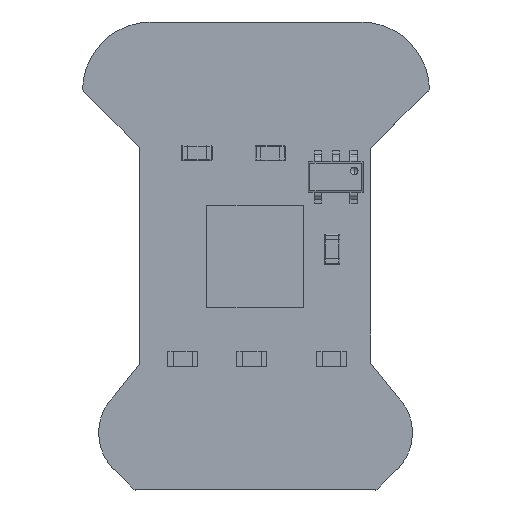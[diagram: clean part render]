
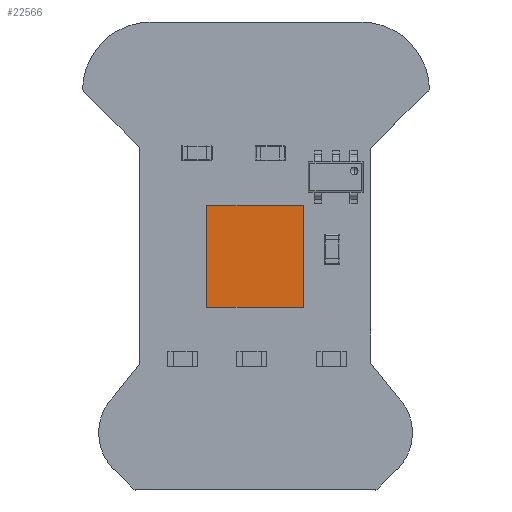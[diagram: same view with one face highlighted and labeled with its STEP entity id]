
A CAD part, top view. The second image highlights one B-rep face of the part: STEP entity #22566.
In plain terms, the highlighted planar face has unit normal (0, 0, 1).
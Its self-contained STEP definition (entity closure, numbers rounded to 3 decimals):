
#22252 = VERTEX_POINT('',#22253);
#22253 = CARTESIAN_POINT('',(-2.55,-2.7,2.55));
#22260 = PLANE('',#22261);
#22261 = AXIS2_PLACEMENT_3D('',#22262,#22263,#22264);
#22262 = CARTESIAN_POINT('',(-2.55,-2.7,0.));
#22263 = DIRECTION('',(0.,1.,0.));
#22264 = DIRECTION('',(1.,0.,0.));
#22272 = PLANE('',#22273);
#22273 = AXIS2_PLACEMENT_3D('',#22274,#22275,#22276);
#22274 = CARTESIAN_POINT('',(-2.55,2.7,0.));
#22275 = DIRECTION('',(1.,0.,0.));
#22276 = DIRECTION('',(0.,-1.,0.));
#22284 = EDGE_CURVE('',#22252,#22285,#22287,.T.);
#22285 = VERTEX_POINT('',#22286);
#22286 = CARTESIAN_POINT('',(2.55,-2.7,2.55));
#22287 = SURFACE_CURVE('',#22288,(#22292,#22299),.PCURVE_S1.);
#22288 = LINE('',#22289,#22290);
#22289 = CARTESIAN_POINT('',(-2.55,-2.7,2.55));
#22290 = VECTOR('',#22291,1.);
#22291 = DIRECTION('',(1.,0.,0.));
#22292 = PCURVE('',#22260,#22293);
#22293 = DEFINITIONAL_REPRESENTATION('',(#22294),#22298);
#22294 = LINE('',#22295,#22296);
#22295 = CARTESIAN_POINT('',(0.,-2.55));
#22296 = VECTOR('',#22297,1.);
#22297 = DIRECTION('',(1.,0.));
#22298 = ( GEOMETRIC_REPRESENTATION_CONTEXT(2) 
PARAMETRIC_REPRESENTATION_CONTEXT() REPRESENTATION_CONTEXT('2D SPACE',''
  ) );
#22299 = PCURVE('',#22300,#22305);
#22300 = PLANE('',#22301);
#22301 = AXIS2_PLACEMENT_3D('',#22302,#22303,#22304);
#22302 = CARTESIAN_POINT('',(-2.55,-2.7,2.55));
#22303 = DIRECTION('',(0.,0.,-1.));
#22304 = DIRECTION('',(-1.,0.,0.));
#22305 = DEFINITIONAL_REPRESENTATION('',(#22306),#22310);
#22306 = LINE('',#22307,#22308);
#22307 = CARTESIAN_POINT('',(0.,0.));
#22308 = VECTOR('',#22309,1.);
#22309 = DIRECTION('',(-1.,0.));
#22310 = ( GEOMETRIC_REPRESENTATION_CONTEXT(2) 
PARAMETRIC_REPRESENTATION_CONTEXT() REPRESENTATION_CONTEXT('2D SPACE',''
  ) );
#22328 = PLANE('',#22329);
#22329 = AXIS2_PLACEMENT_3D('',#22330,#22331,#22332);
#22330 = CARTESIAN_POINT('',(2.55,-2.7,0.));
#22331 = DIRECTION('',(-1.,0.,0.));
#22332 = DIRECTION('',(0.,1.,0.));
#22370 = EDGE_CURVE('',#22285,#22371,#22373,.T.);
#22371 = VERTEX_POINT('',#22372);
#22372 = CARTESIAN_POINT('',(2.55,2.7,2.55));
#22373 = SURFACE_CURVE('',#22374,(#22378,#22385),.PCURVE_S1.);
#22374 = LINE('',#22375,#22376);
#22375 = CARTESIAN_POINT('',(2.55,-2.7,2.55));
#22376 = VECTOR('',#22377,1.);
#22377 = DIRECTION('',(0.,1.,0.));
#22378 = PCURVE('',#22328,#22379);
#22379 = DEFINITIONAL_REPRESENTATION('',(#22380),#22384);
#22380 = LINE('',#22381,#22382);
#22381 = CARTESIAN_POINT('',(0.,-2.55));
#22382 = VECTOR('',#22383,1.);
#22383 = DIRECTION('',(1.,0.));
#22384 = ( GEOMETRIC_REPRESENTATION_CONTEXT(2) 
PARAMETRIC_REPRESENTATION_CONTEXT() REPRESENTATION_CONTEXT('2D SPACE',''
  ) );
#22385 = PCURVE('',#22300,#22386);
#22386 = DEFINITIONAL_REPRESENTATION('',(#22387),#22391);
#22387 = LINE('',#22388,#22389);
#22388 = CARTESIAN_POINT('',(-5.1,0.));
#22389 = VECTOR('',#22390,1.);
#22390 = DIRECTION('',(0.,1.));
#22391 = ( GEOMETRIC_REPRESENTATION_CONTEXT(2) 
PARAMETRIC_REPRESENTATION_CONTEXT() REPRESENTATION_CONTEXT('2D SPACE',''
  ) );
#22409 = PLANE('',#22410);
#22410 = AXIS2_PLACEMENT_3D('',#22411,#22412,#22413);
#22411 = CARTESIAN_POINT('',(2.55,2.7,0.));
#22412 = DIRECTION('',(0.,-1.,0.));
#22413 = DIRECTION('',(-1.,0.,0.));
#22446 = EDGE_CURVE('',#22371,#22447,#22449,.T.);
#22447 = VERTEX_POINT('',#22448);
#22448 = CARTESIAN_POINT('',(-2.55,2.7,2.55));
#22449 = SURFACE_CURVE('',#22450,(#22454,#22461),.PCURVE_S1.);
#22450 = LINE('',#22451,#22452);
#22451 = CARTESIAN_POINT('',(2.55,2.7,2.55));
#22452 = VECTOR('',#22453,1.);
#22453 = DIRECTION('',(-1.,0.,0.));
#22454 = PCURVE('',#22409,#22455);
#22455 = DEFINITIONAL_REPRESENTATION('',(#22456),#22460);
#22456 = LINE('',#22457,#22458);
#22457 = CARTESIAN_POINT('',(0.,-2.55));
#22458 = VECTOR('',#22459,1.);
#22459 = DIRECTION('',(1.,0.));
#22460 = ( GEOMETRIC_REPRESENTATION_CONTEXT(2) 
PARAMETRIC_REPRESENTATION_CONTEXT() REPRESENTATION_CONTEXT('2D SPACE',''
  ) );
#22461 = PCURVE('',#22300,#22462);
#22462 = DEFINITIONAL_REPRESENTATION('',(#22463),#22467);
#22463 = LINE('',#22464,#22465);
#22464 = CARTESIAN_POINT('',(-5.1,5.4));
#22465 = VECTOR('',#22466,1.);
#22466 = DIRECTION('',(1.,0.));
#22467 = ( GEOMETRIC_REPRESENTATION_CONTEXT(2) 
PARAMETRIC_REPRESENTATION_CONTEXT() REPRESENTATION_CONTEXT('2D SPACE',''
  ) );
#22517 = EDGE_CURVE('',#22447,#22252,#22518,.T.);
#22518 = SURFACE_CURVE('',#22519,(#22523,#22530),.PCURVE_S1.);
#22519 = LINE('',#22520,#22521);
#22520 = CARTESIAN_POINT('',(-2.55,2.7,2.55));
#22521 = VECTOR('',#22522,1.);
#22522 = DIRECTION('',(0.,-1.,0.));
#22523 = PCURVE('',#22272,#22524);
#22524 = DEFINITIONAL_REPRESENTATION('',(#22525),#22529);
#22525 = LINE('',#22526,#22527);
#22526 = CARTESIAN_POINT('',(0.,-2.55));
#22527 = VECTOR('',#22528,1.);
#22528 = DIRECTION('',(1.,0.));
#22529 = ( GEOMETRIC_REPRESENTATION_CONTEXT(2) 
PARAMETRIC_REPRESENTATION_CONTEXT() REPRESENTATION_CONTEXT('2D SPACE',''
  ) );
#22530 = PCURVE('',#22300,#22531);
#22531 = DEFINITIONAL_REPRESENTATION('',(#22532),#22536);
#22532 = LINE('',#22533,#22534);
#22533 = CARTESIAN_POINT('',(0.,5.4));
#22534 = VECTOR('',#22535,1.);
#22535 = DIRECTION('',(0.,-1.));
#22536 = ( GEOMETRIC_REPRESENTATION_CONTEXT(2) 
PARAMETRIC_REPRESENTATION_CONTEXT() REPRESENTATION_CONTEXT('2D SPACE',''
  ) );
#22566 = ADVANCED_FACE('',(#22567),#22300,.F.);
#22567 = FACE_BOUND('',#22568,.T.);
#22568 = EDGE_LOOP('',(#22569,#22570,#22571,#22572));
#22569 = ORIENTED_EDGE('',*,*,#22284,.T.);
#22570 = ORIENTED_EDGE('',*,*,#22370,.T.);
#22571 = ORIENTED_EDGE('',*,*,#22446,.T.);
#22572 = ORIENTED_EDGE('',*,*,#22517,.T.);
